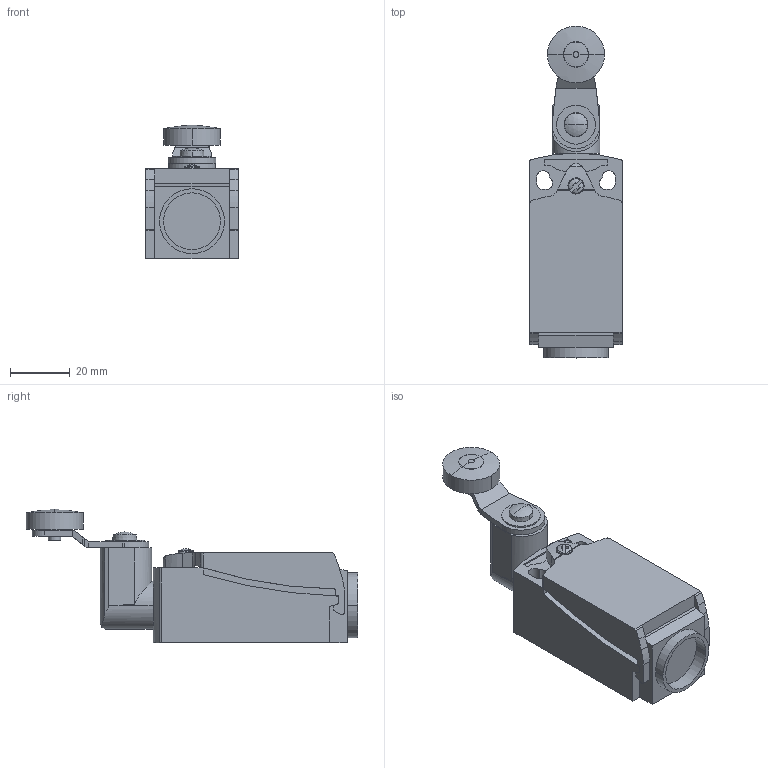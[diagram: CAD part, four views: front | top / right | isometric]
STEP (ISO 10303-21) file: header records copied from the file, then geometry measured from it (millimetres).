
FILE_DESCRIPTION(('STEP AP242'),'1');
FILE_NAME('switch_xckd2118g11_ext.stp','2019-09-24T14:35:17',('TraceParts'),('TraceParts S.A.'),'Spatial InterOp 3D',' ',' ');
FILE_SCHEMA(('AP242_MANAGED_MODEL_BASED_3D_ENGINEERING_MIM_LF {1 0 10303 442 1 1 4}'));
Length unit declared in the file: millimetre
Products named in the file (1): switch_xckd2118g11_ext_1
Bounding box: 31 x 111 x 44.55 mm (x, y, z)
Volume: 64194.8 mm3; surface area: 16457.4 mm2
Topology: 3 solids, 3 shells, 201 faces, 556 edges, 367 vertices
Faces by surface type: plane 106, cylinder 77, sphere 10, torus 4, cone 4
Entity records: 7031 total; most frequent: CARTESIAN_POINT 1759, DIRECTION 1123, ORIENTED_EDGE 1096, EDGE_CURVE 548, AXIS2_PLACEMENT_3D 404, VERTEX_POINT 367, LINE 315, VECTOR 315
